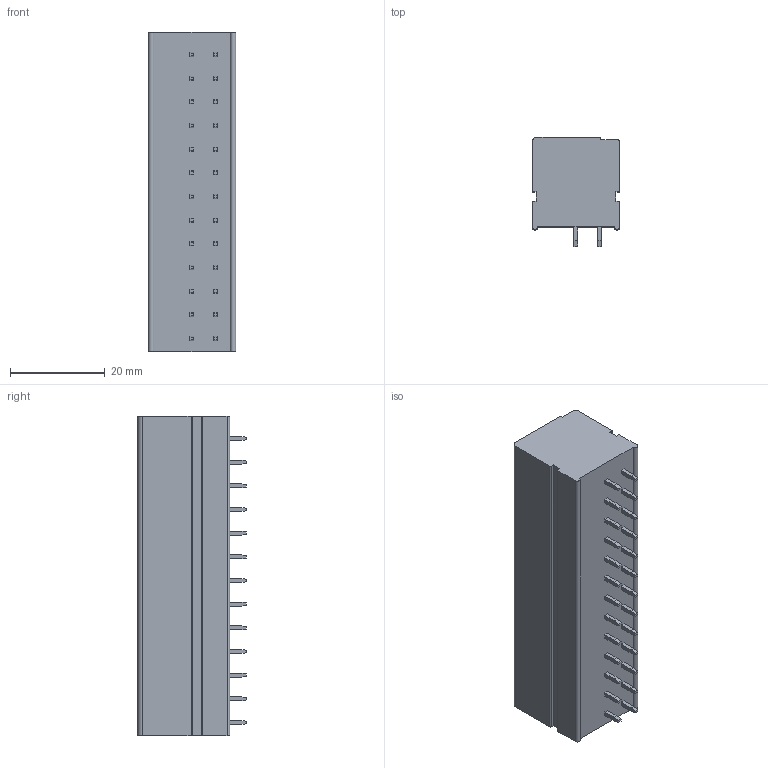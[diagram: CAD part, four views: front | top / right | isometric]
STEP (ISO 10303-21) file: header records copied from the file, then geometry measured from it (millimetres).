
FILE_DESCRIPTION((''),'2;1');
FILE_NAME('PRT0001','2024-12-31T',('sj'),(''),'PRO/ENGINEER BY PARAMETRIC TECHNOLOGY CORPORATION, 2013240','PRO/ENGINEER BY PARAMETRIC TECHNOLOGY CORPORATION, 2013240','');
FILE_SCHEMA(('AUTOMOTIVE_DESIGN_CC2 { 1 2 10303 214 -1 1 5 2 }'));
Length unit declared in the file: millimetre
Products named in the file (1): PRT0001
Bounding box: 18.5 x 23 x 67.5 mm (x, y, z)
Volume: 21741.7 mm3; surface area: 7969.7 mm2
Topology: 1 solids, 1 shells, 480 faces, 1213 edges, 800 vertices
Faces by surface type: plane 445, cylinder 35
Entity records: 14211 total; most frequent: CARTESIAN_POINT 2493, ORIENTED_EDGE 2426, DIRECTION 2295, EDGE_CURVE 1213, VECTOR 1091, LINE 1091, VERTEX_POINT 800, AXIS2_PLACEMENT_3D 602
